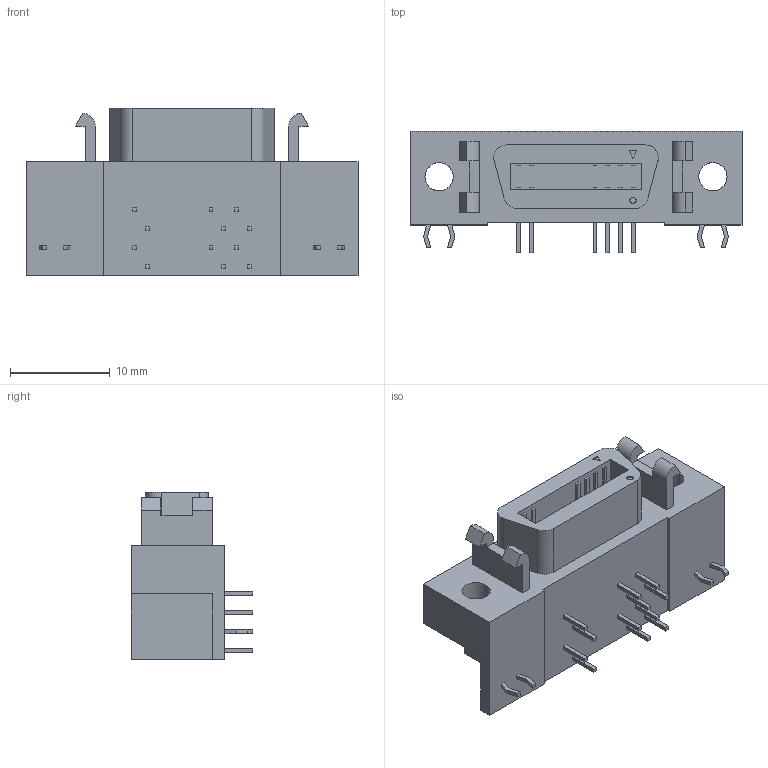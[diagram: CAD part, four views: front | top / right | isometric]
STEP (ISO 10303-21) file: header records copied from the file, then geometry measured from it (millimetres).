
FILE_DESCRIPTION(/* description */ (''),/* implementation_level */ '2;1');
FILE_NAME(/* name */ '10220-55x3xx',/* time_stamp */ '2006-08-07T10:50:32-05:00',/* author */ (''),/* organization */ (''),/* preprocessor_version */ 'ST-DEVELOPER v9',/* originating_system */ 'UGS - NX 3.0',/* authorisation */ '');
FILE_SCHEMA (('CONFIG_CONTROL_DESIGN'));
Length unit declared in the file: inch
Products named in the file (1): a0p7F880mqrg
Bounding box: 33.27 x 12.19 x 16.76 mm (x, y, z)
Volume: 2226.8 mm3; surface area: 2558.7 mm2
Topology: 1 solids, 1 shells, 284 faces, 780 edges, 520 vertices
Faces by surface type: plane 269, cylinder 15
Entity records: 9774 total; most frequent: CARTESIAN_POINT 3951, ORIENTED_EDGE 1560, EDGE_CURVE 780, B_SPLINE_CURVE_WITH_KNOTS 780, DIRECTION 570, VERTEX_POINT 520, EDGE_LOOP 334, AXIS2_PLACEMENT_3D 285
